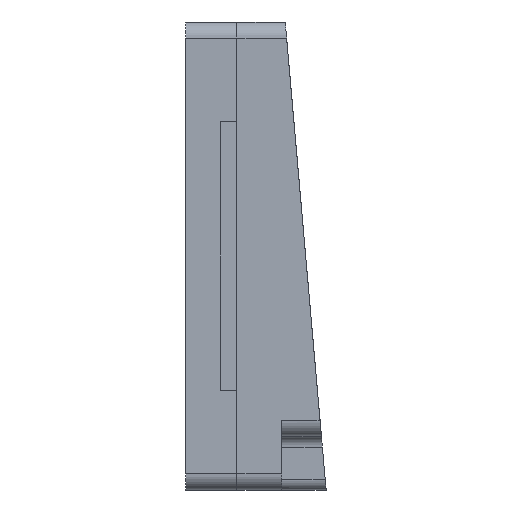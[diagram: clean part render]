
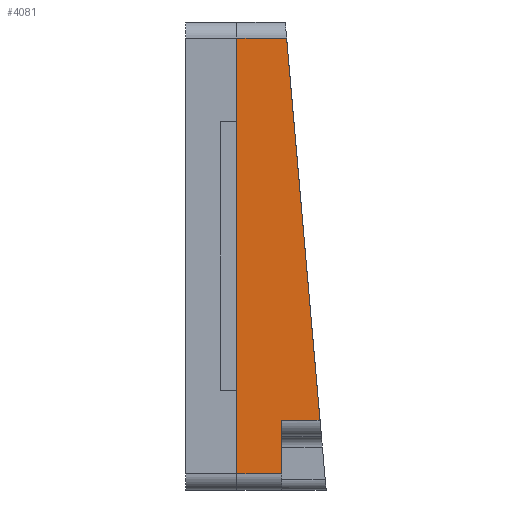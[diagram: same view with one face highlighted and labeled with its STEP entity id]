
A CAD part, left-side view. The second image highlights one B-rep face of the part: STEP entity #4081.
In plain terms, the highlighted planar face has unit normal (-1, 0, 0).
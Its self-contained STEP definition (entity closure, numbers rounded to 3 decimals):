
#331=LINE('',#6561,#739);
#332=LINE('',#6564,#740);
#333=LINE('',#6566,#741);
#334=LINE('',#6568,#742);
#335=LINE('',#6570,#743);
#336=LINE('',#6571,#744);
#739=VECTOR('',#5328,10.);
#740=VECTOR('',#5331,10.);
#741=VECTOR('',#5332,10.);
#742=VECTOR('',#5333,10.);
#743=VECTOR('',#5334,10.);
#744=VECTOR('',#5335,10.);
#1119=FACE_OUTER_BOUND('',#1366,.T.);
#1366=EDGE_LOOP('',(#3291,#3292,#3293,#3294,#3295,#3296));
#1897=VERTEX_POINT('',#6554);
#1900=VERTEX_POINT('',#6559);
#1901=VERTEX_POINT('',#6563);
#1902=VERTEX_POINT('',#6565);
#1903=VERTEX_POINT('',#6567);
#1904=VERTEX_POINT('',#6569);
#2403=EDGE_CURVE('',#1900,#1897,#331,.T.);
#2404=EDGE_CURVE('',#1901,#1900,#332,.T.);
#2405=EDGE_CURVE('',#1902,#1901,#333,.T.);
#2406=EDGE_CURVE('',#1902,#1903,#334,.T.);
#2407=EDGE_CURVE('',#1904,#1903,#335,.T.);
#2408=EDGE_CURVE('',#1897,#1904,#336,.T.);
#3291=ORIENTED_EDGE('',*,*,#2403,.F.);
#3292=ORIENTED_EDGE('',*,*,#2404,.F.);
#3293=ORIENTED_EDGE('',*,*,#2405,.F.);
#3294=ORIENTED_EDGE('',*,*,#2406,.T.);
#3295=ORIENTED_EDGE('',*,*,#2407,.F.);
#3296=ORIENTED_EDGE('',*,*,#2408,.F.);
#3894=PLANE('',#4430);
#4081=ADVANCED_FACE('',(#1119),#3894,.T.);
#4430=AXIS2_PLACEMENT_3D('',#6562,#5329,#5330);
#5328=DIRECTION('',(0.,-1.,0.));
#5329=DIRECTION('center_axis',(-1.,0.,0.));
#5330=DIRECTION('ref_axis',(0.,0.,1.));
#5331=DIRECTION('',(0.,0.,1.));
#5332=DIRECTION('',(0.,1.,0.));
#5333=DIRECTION('',(0.,0.,1.));
#5334=DIRECTION('',(0.,1.,0.));
#5335=DIRECTION('',(0.,-0.087,-0.996));
#6554=CARTESIAN_POINT('',(-5.524,-12.262,1.898));
#6559=CARTESIAN_POINT('',(-5.524,-3.,1.898));
#6561=CARTESIAN_POINT('',(-5.524,-11.656,1.898));
#6562=CARTESIAN_POINT('Origin',(-5.524,-11.312,-38.677));
#6563=CARTESIAN_POINT('',(-5.524,-3.,-79.252));
#6564=CARTESIAN_POINT('',(-5.524,-3.,-16.889));
#6565=CARTESIAN_POINT('',(-5.524,-11.312,-79.252));
#6566=CARTESIAN_POINT('',(-5.524,-7.156,-79.252));
#6567=CARTESIAN_POINT('',(-5.524,-11.312,-69.252));
#6568=CARTESIAN_POINT('',(-5.524,-11.312,-60.464));
#6569=CARTESIAN_POINT('',(-5.524,-18.487,-69.252));
#6570=CARTESIAN_POINT('',(-5.524,-13.39,-69.252));
#6571=CARTESIAN_POINT('',(-5.524,-17.701,-60.269));
